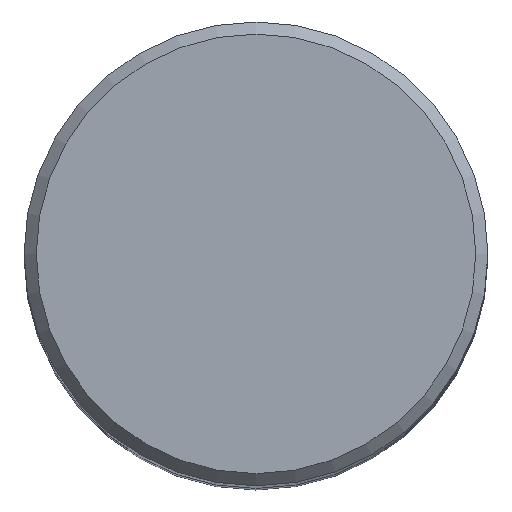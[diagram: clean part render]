
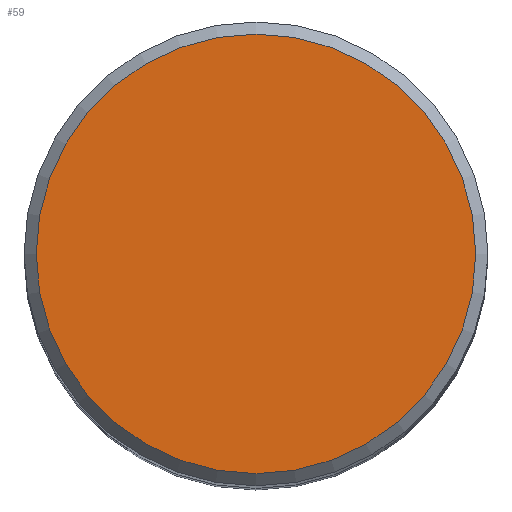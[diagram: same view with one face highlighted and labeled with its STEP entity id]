
A CAD part, top view. The second image highlights one B-rep face of the part: STEP entity #59.
In plain terms, the highlighted free-form (B-spline) face has degree [1, 1] with [2, 2] control points.
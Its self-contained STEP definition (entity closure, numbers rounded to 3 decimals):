
#59 = ADVANCED_FACE('', (#60), #80, .T.);
#60 = FACE_OUTER_BOUND('', #61, .T.);
#61 = EDGE_LOOP('', (#62, #73));
#62 = ORIENTED_EDGE('', *, *, #63, .T.);
#63 = EDGE_CURVE('', #64, #66, #68, .T.);
#64 = VERTEX_POINT('', #65);
#65 = CARTESIAN_POINT('', (9.025, 0., 0.));
#66 = VERTEX_POINT('', #67);
#67 = CARTESIAN_POINT('', (-9.025, 0., 0.));
#68 = CIRCLE('', #69, 9.025);
#69 = AXIS2_PLACEMENT_3D('', #70, #71, #72);
#70 = CARTESIAN_POINT('', (0., 0., 0.));
#71 = DIRECTION('', (0., 0., 1.));
#72 = DIRECTION('', (1., 0., 0.));
#73 = ORIENTED_EDGE('', *, *, #74, .T.);
#74 = EDGE_CURVE('', #66, #64, #75, .T.);
#75 = CIRCLE('', #76, 9.025);
#76 = AXIS2_PLACEMENT_3D('', #77, #78, #79);
#77 = CARTESIAN_POINT('', (0., 0., 0.));
#78 = DIRECTION('', (0., 0., 1.));
#79 = DIRECTION('', (1., 0., 0.));
#80 = B_SPLINE_SURFACE_WITH_KNOTS('', 1, 1, ((#81, #82), (#83, #84)), .UNSPECIFIED., .F., .F., .U., (2, 2), (2, 2), (-9.026, 9.026), (-9.026, 9.026), .UNSPECIFIED.);
#81 = CARTESIAN_POINT('', (-9.026, -9.026, 0.));
#82 = CARTESIAN_POINT('', (-9.026, 9.026, 0.));
#83 = CARTESIAN_POINT('', (9.026, -9.026, 0.));
#84 = CARTESIAN_POINT('', (9.026, 9.026, 0.));
